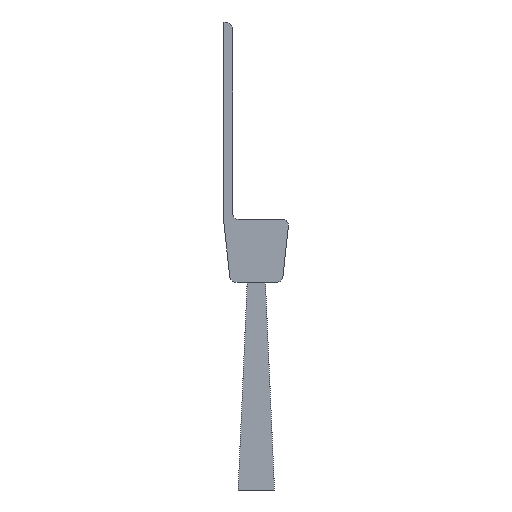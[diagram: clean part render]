
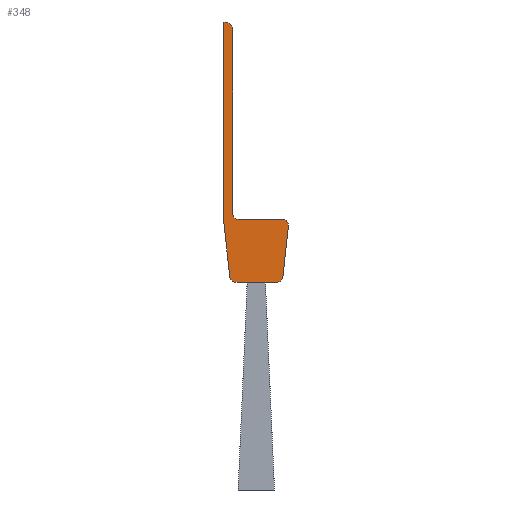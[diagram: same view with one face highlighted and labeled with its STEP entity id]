
A CAD part, front view. The second image highlights one B-rep face of the part: STEP entity #348.
In plain terms, the highlighted planar face has unit normal (0, -1, 0).
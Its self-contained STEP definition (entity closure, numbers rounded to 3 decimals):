
#16=CIRCLE('',#387,1.5);
#17=CIRCLE('',#390,1.);
#18=CIRCLE('',#391,1.);
#19=CIRCLE('',#392,1.);
#20=CIRCLE('',#393,1.);
#37=FACE_OUTER_BOUND('',#56,.T.);
#56=EDGE_LOOP('',(#253,#254,#255,#256,#257,#258,#259,#260,#261,#262,#263,
#264));
#83=LINE('',#544,#121);
#86=LINE('',#550,#124);
#87=LINE('',#552,#125);
#88=LINE('',#554,#126);
#89=LINE('',#558,#127);
#90=LINE('',#562,#128);
#91=LINE('',#566,#129);
#121=VECTOR('',#443,10.);
#124=VECTOR('',#448,10.);
#125=VECTOR('',#449,10.);
#126=VECTOR('',#450,10.);
#127=VECTOR('',#453,10.);
#128=VECTOR('',#456,10.);
#129=VECTOR('',#459,10.);
#155=VERTEX_POINT('',#537);
#156=VERTEX_POINT('',#539);
#157=VERTEX_POINT('',#543);
#159=VERTEX_POINT('',#549);
#160=VERTEX_POINT('',#551);
#161=VERTEX_POINT('',#553);
#162=VERTEX_POINT('',#555);
#163=VERTEX_POINT('',#557);
#164=VERTEX_POINT('',#559);
#165=VERTEX_POINT('',#561);
#166=VERTEX_POINT('',#563);
#167=VERTEX_POINT('',#565);
#191=EDGE_CURVE('',#155,#156,#16,.T.);
#193=EDGE_CURVE('',#156,#157,#83,.T.);
#196=EDGE_CURVE('',#159,#155,#86,.T.);
#197=EDGE_CURVE('',#160,#159,#87,.T.);
#198=EDGE_CURVE('',#161,#160,#88,.T.);
#199=EDGE_CURVE('',#162,#161,#17,.T.);
#200=EDGE_CURVE('',#163,#162,#89,.T.);
#201=EDGE_CURVE('',#164,#163,#18,.T.);
#202=EDGE_CURVE('',#165,#164,#90,.T.);
#203=EDGE_CURVE('',#166,#165,#19,.T.);
#204=EDGE_CURVE('',#167,#166,#91,.T.);
#205=EDGE_CURVE('',#157,#167,#20,.T.);
#253=ORIENTED_EDGE('',*,*,#191,.F.);
#254=ORIENTED_EDGE('',*,*,#196,.F.);
#255=ORIENTED_EDGE('',*,*,#197,.F.);
#256=ORIENTED_EDGE('',*,*,#198,.F.);
#257=ORIENTED_EDGE('',*,*,#199,.F.);
#258=ORIENTED_EDGE('',*,*,#200,.F.);
#259=ORIENTED_EDGE('',*,*,#201,.F.);
#260=ORIENTED_EDGE('',*,*,#202,.F.);
#261=ORIENTED_EDGE('',*,*,#203,.F.);
#262=ORIENTED_EDGE('',*,*,#204,.F.);
#263=ORIENTED_EDGE('',*,*,#205,.F.);
#264=ORIENTED_EDGE('',*,*,#193,.F.);
#327=PLANE('',#389);
#348=ADVANCED_FACE('',(#37),#327,.F.);
#387=AXIS2_PLACEMENT_3D('',#540,#438,#439);
#389=AXIS2_PLACEMENT_3D('',#548,#446,#447);
#390=AXIS2_PLACEMENT_3D('',#556,#451,#452);
#391=AXIS2_PLACEMENT_3D('',#560,#454,#455);
#392=AXIS2_PLACEMENT_3D('',#564,#457,#458);
#393=AXIS2_PLACEMENT_3D('',#567,#460,#461);
#438=DIRECTION('center_axis',(0.,1.,0.));
#439=DIRECTION('ref_axis',(0.707,0.,0.707));
#443=DIRECTION('',(0.,0.,-1.));
#446=DIRECTION('center_axis',(0.,1.,0.));
#447=DIRECTION('ref_axis',(0.,0.,1.));
#448=DIRECTION('',(1.,0.,0.));
#449=DIRECTION('',(0.,0.,1.));
#450=DIRECTION('',(-0.108,0.,0.994));
#451=DIRECTION('center_axis',(0.,1.,0.));
#452=DIRECTION('ref_axis',(-0.668,0.,-0.744));
#453=DIRECTION('',(-1.,0.,0.));
#454=DIRECTION('center_axis',(0.,1.,0.));
#455=DIRECTION('ref_axis',(0.668,0.,-0.744));
#456=DIRECTION('',(-0.108,0.,-0.994));
#457=DIRECTION('center_axis',(0.,1.,0.));
#458=DIRECTION('ref_axis',(0.744,0.,0.668));
#459=DIRECTION('',(1.,0.,0.));
#460=DIRECTION('center_axis',(0.,-1.,0.));
#461=DIRECTION('ref_axis',(-0.707,0.,-0.707));
#537=CARTESIAN_POINT('',(0.3,0.,0.));
#539=CARTESIAN_POINT('',(1.8,0.,-1.5));
#540=CARTESIAN_POINT('Origin',(0.3,0.,-1.5));
#543=CARTESIAN_POINT('',(1.8,0.,-37.));
#544=CARTESIAN_POINT('',(1.8,0.,0.));
#548=CARTESIAN_POINT('Origin',(2.956,0.,-27.836));
#549=CARTESIAN_POINT('',(0.,0.,0.));
#550=CARTESIAN_POINT('',(0.,0.,0.));
#551=CARTESIAN_POINT('',(0.,0.,-38.));
#552=CARTESIAN_POINT('',(0.,0.,-38.));
#553=CARTESIAN_POINT('',(1.203,0.,-49.108));
#554=CARTESIAN_POINT('',(1.3,0.,-50.));
#555=CARTESIAN_POINT('',(2.198,0.,-50.));
#556=CARTESIAN_POINT('Origin',(2.198,0.,-49.));
#557=CARTESIAN_POINT('',(10.402,0.,-50.));
#558=CARTESIAN_POINT('',(11.3,0.,-50.));
#559=CARTESIAN_POINT('',(11.397,0.,-49.108));
#560=CARTESIAN_POINT('Origin',(10.402,0.,-49.));
#561=CARTESIAN_POINT('',(12.48,0.,-39.108));
#562=CARTESIAN_POINT('',(12.6,0.,-38.));
#563=CARTESIAN_POINT('',(11.486,0.,-38.));
#564=CARTESIAN_POINT('Origin',(11.486,0.,-39.));
#565=CARTESIAN_POINT('',(2.8,0.,-38.));
#566=CARTESIAN_POINT('',(1.8,0.,-38.));
#567=CARTESIAN_POINT('Origin',(2.8,0.,-37.));
